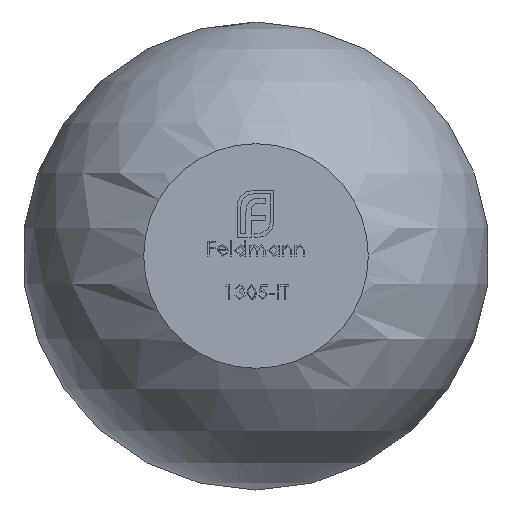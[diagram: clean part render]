
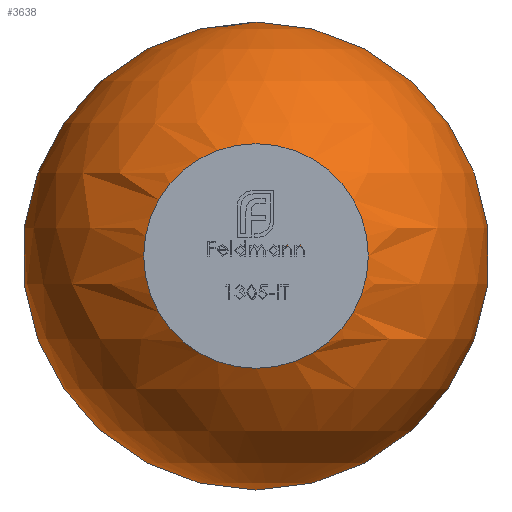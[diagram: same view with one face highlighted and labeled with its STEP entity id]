
A CAD part, front view. The second image highlights one B-rep face of the part: STEP entity #3638.
In plain terms, the highlighted spherical face has radius 12.5 mm.
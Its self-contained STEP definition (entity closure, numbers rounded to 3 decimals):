
#247 = FACE_OUTER_BOUND ( 'NONE', #4638, .T. ) ;
#456 = DIRECTION ( 'NONE',  ( 0., 0., -1. ) ) ;
#602 = AXIS2_PLACEMENT_3D ( 'NONE', #5099, #3182, #456 ) ;
#2430 = DIRECTION ( 'NONE',  ( 0., 0., 1. ) ) ;
#3182 = DIRECTION ( 'NONE',  ( 0., -1., 0. ) ) ;
#3638 = ADVANCED_FACE ( 'NONE', ( #247 ), #7785, .T. ) ;
#4216 = CARTESIAN_POINT ( 'NONE',  ( 0., 587.5, 0. ) ) ;
#4638 = EDGE_LOOP ( 'NONE', ( #11340 ) ) ;
#4912 = CARTESIAN_POINT ( 'NONE',  ( 0., 576.534, -6. ) ) ;
#5099 = CARTESIAN_POINT ( 'NONE',  ( 0., 576.534, 0. ) ) ;
#7785 = SPHERICAL_SURFACE ( 'NONE', #10565, 12.5 ) ;
#7836 = DIRECTION ( 'NONE',  ( 1., 0., 0. ) ) ;
#8008 = CIRCLE ( 'NONE', #602, 6. ) ;
#8221 = VERTEX_POINT ( 'NONE', #4912 ) ;
#10402 = EDGE_CURVE ( 'NONE', #8221, #8221, #8008, .T. ) ;
#10565 = AXIS2_PLACEMENT_3D ( 'NONE', #4216, #2430, #7836 ) ;
#11340 = ORIENTED_EDGE ( 'NONE', *, *, #10402, .F. ) ;
